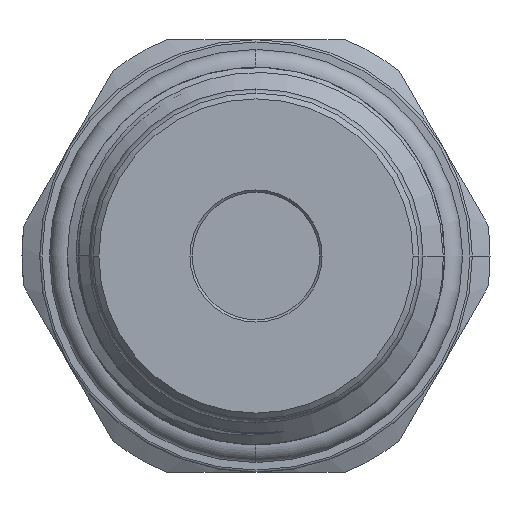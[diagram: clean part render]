
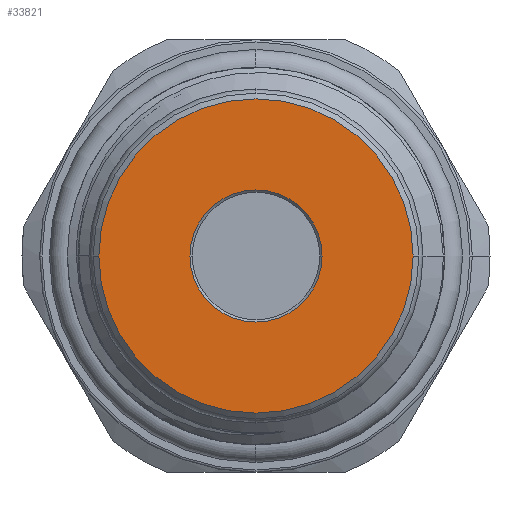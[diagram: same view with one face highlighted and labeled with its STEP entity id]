
A CAD part, left-side view. The second image highlights one B-rep face of the part: STEP entity #33821.
In plain terms, the highlighted planar face has unit normal (-1, 0, 0).
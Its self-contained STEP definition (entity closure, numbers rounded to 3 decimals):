
#621 = CARTESIAN_POINT ( 'NONE',  ( -77.1, 5.8, 0. ) ) ;
#1219 = ORIENTED_EDGE ( 'NONE', *, *, #19487, .T. ) ;
#2361 = DIRECTION ( 'NONE',  ( -1., 0., 0. ) ) ;
#2428 = FACE_BOUND ( 'NONE', #7382, .T. ) ;
#3250 = VERTEX_POINT ( 'NONE', #621 ) ;
#4400 = DIRECTION ( 'NONE',  ( -1., 0., 0. ) ) ;
#5100 = ORIENTED_EDGE ( 'NONE', *, *, #19787, .T. ) ;
#5618 = CIRCLE ( 'NONE', #35152, 13.8 ) ;
#5984 = CARTESIAN_POINT ( 'NONE',  ( -77.1, 0., 0. ) ) ;
#7214 = CIRCLE ( 'NONE', #26315, 5.8 ) ;
#7382 = EDGE_LOOP ( 'NONE', ( #24234, #5100 ) ) ;
#8395 = ORIENTED_EDGE ( 'NONE', *, *, #12822, .T. ) ;
#8662 = DIRECTION ( 'NONE',  ( 0., 1., 0. ) ) ;
#9044 = DIRECTION ( 'NONE',  ( -1., 0., 0. ) ) ;
#9629 = CARTESIAN_POINT ( 'NONE',  ( -77.1, -13.8, 0. ) ) ;
#9940 = CARTESIAN_POINT ( 'NONE',  ( -77.1, -5.8, 0. ) ) ;
#10291 = PLANE ( 'NONE',  #23957 ) ;
#12822 = EDGE_CURVE ( 'NONE', #22428, #13728, #16125, .T. ) ;
#13538 = CARTESIAN_POINT ( 'NONE',  ( -77.1, 0., 0. ) ) ;
#13728 = VERTEX_POINT ( 'NONE', #9629 ) ;
#16125 = CIRCLE ( 'NONE', #28692, 13.8 ) ;
#17605 = CARTESIAN_POINT ( 'NONE',  ( -77.1, 13.8, 0. ) ) ;
#19367 = FACE_OUTER_BOUND ( 'NONE', #36173, .T. ) ;
#19487 = EDGE_CURVE ( 'NONE', #13728, #22428, #5618, .T. ) ;
#19533 = DIRECTION ( 'NONE',  ( 0., 1., 0. ) ) ;
#19787 = EDGE_CURVE ( 'NONE', #21344, #3250, #28952, .T. ) ;
#21344 = VERTEX_POINT ( 'NONE', #9940 ) ;
#21739 = EDGE_CURVE ( 'NONE', #3250, #21344, #7214, .T. ) ;
#22428 = VERTEX_POINT ( 'NONE', #17605 ) ;
#23957 = AXIS2_PLACEMENT_3D ( 'NONE', #30502, #4400, #27689 ) ;
#24143 = DIRECTION ( 'NONE',  ( 1., 0., 0. ) ) ;
#24234 = ORIENTED_EDGE ( 'NONE', *, *, #21739, .T. ) ;
#25623 = CARTESIAN_POINT ( 'NONE',  ( -77.1, 0., 0. ) ) ;
#26315 = AXIS2_PLACEMENT_3D ( 'NONE', #13538, #28355, #33996 ) ;
#27689 = DIRECTION ( 'NONE',  ( 0., 1., 0. ) ) ;
#28355 = DIRECTION ( 'NONE',  ( 1., 0., 0. ) ) ;
#28692 = AXIS2_PLACEMENT_3D ( 'NONE', #25623, #2361, #19533 ) ;
#28952 = CIRCLE ( 'NONE', #35869, 5.8 ) ;
#29902 = CARTESIAN_POINT ( 'NONE',  ( -77.1, 0., 0. ) ) ;
#30502 = CARTESIAN_POINT ( 'NONE',  ( -77.1, 0., 0. ) ) ;
#33821 = ADVANCED_FACE ( 'NONE', ( #2428, #19367 ), #10291, .T. ) ;
#33996 = DIRECTION ( 'NONE',  ( 0., 1., 0. ) ) ;
#35152 = AXIS2_PLACEMENT_3D ( 'NONE', #5984, #9044, #8662 ) ;
#35792 = DIRECTION ( 'NONE',  ( 0., 1., 0. ) ) ;
#35869 = AXIS2_PLACEMENT_3D ( 'NONE', #29902, #24143, #35792 ) ;
#36173 = EDGE_LOOP ( 'NONE', ( #1219, #8395 ) ) ;
